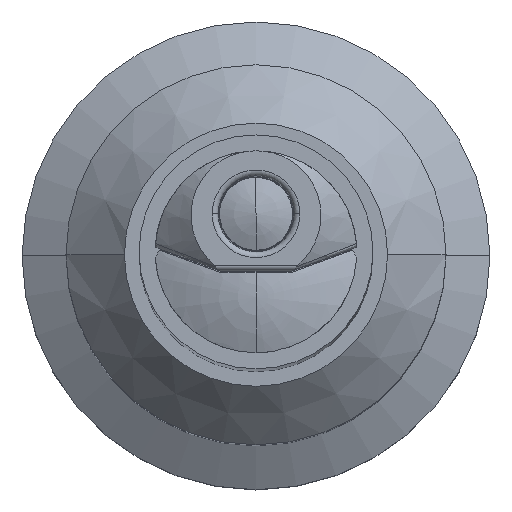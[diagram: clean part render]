
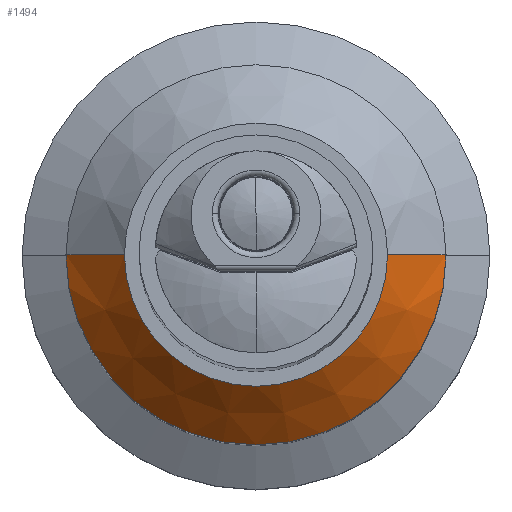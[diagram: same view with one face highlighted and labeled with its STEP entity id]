
A CAD part, top view. The second image highlights one B-rep face of the part: STEP entity #1494.
In plain terms, the highlighted conical face has half-angle 45 degrees and reference radius 2.75 mm.
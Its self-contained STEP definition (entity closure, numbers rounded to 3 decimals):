
#162=CARTESIAN_POINT('',(0.,0.,-28.6));
#163=DIRECTION('',(0.,0.,-1.));
#164=DIRECTION('',(1.,0.,0.));
#165=AXIS2_PLACEMENT_3D('',#162,#163,#164);
#177=DIRECTION('',(-0.707,0.,0.707));
#178=VECTOR('',#177,1.414);
#179=CARTESIAN_POINT('',(3.25,0.,-29.6));
#180=LINE('',#179,#178);
#186=CARTESIAN_POINT('',(0.,0.,-29.6));
#187=DIRECTION('',(0.,0.,-1.));
#188=DIRECTION('',(1.,0.,0.));
#189=AXIS2_PLACEMENT_3D('',#186,#187,#188);
#191=DIRECTION('',(0.707,0.,0.707));
#192=VECTOR('',#191,1.414);
#193=CARTESIAN_POINT('',(-3.25,0.,-29.6));
#194=LINE('',#193,#192);
#1197=CARTESIAN_POINT('',(-2.25,0.,-28.6));
#1198=CARTESIAN_POINT('',(2.25,0.,-28.6));
#1199=VERTEX_POINT('',#1197);
#1200=VERTEX_POINT('',#1198);
#1201=CARTESIAN_POINT('',(3.25,0.,-29.6));
#1202=VERTEX_POINT('',#1201);
#1203=CARTESIAN_POINT('',(-3.25,0.,-29.6));
#1204=VERTEX_POINT('',#1203);
#1482=CARTESIAN_POINT('',(0.,0.,-29.1));
#1483=DIRECTION('',(0.,0.,-1.));
#1484=DIRECTION('',(1.,0.,0.));
#1485=AXIS2_PLACEMENT_3D('',#1482,#1483,#1484);
#1486=CONICAL_SURFACE('',#1485,2.75,45.);
#1487=ORIENTED_EDGE('',*,*,#1472,.F.);
#1489=ORIENTED_EDGE('',*,*,#1488,.T.);
#1490=ORIENTED_EDGE('',*,*,#1475,.T.);
#1491=ORIENTED_EDGE('',*,*,#1457,.F.);
#1492=EDGE_LOOP('',(#1487,#1489,#1490,#1491));
#1493=FACE_OUTER_BOUND('',#1492,.F.);
#1494=ADVANCED_FACE('',(#1493),#1486,.T.);
#166=CIRCLE('',#165,2.25);
#190=CIRCLE('',#189,3.25);
#1457=EDGE_CURVE('',#1200,#1199,#166,.T.);
#1472=EDGE_CURVE('',#1202,#1200,#180,.T.);
#1475=EDGE_CURVE('',#1204,#1199,#194,.T.);
#1488=EDGE_CURVE('',#1202,#1204,#190,.T.);
